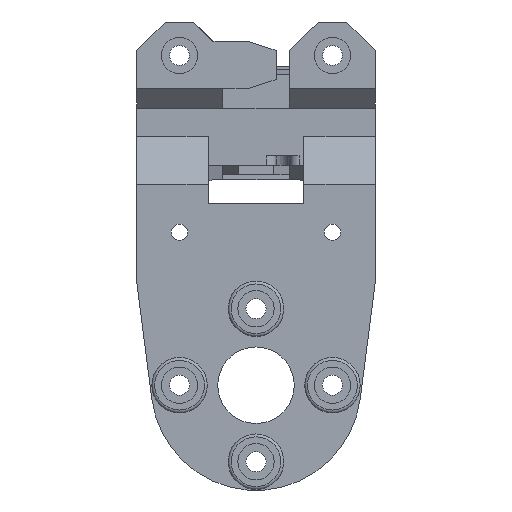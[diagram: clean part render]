
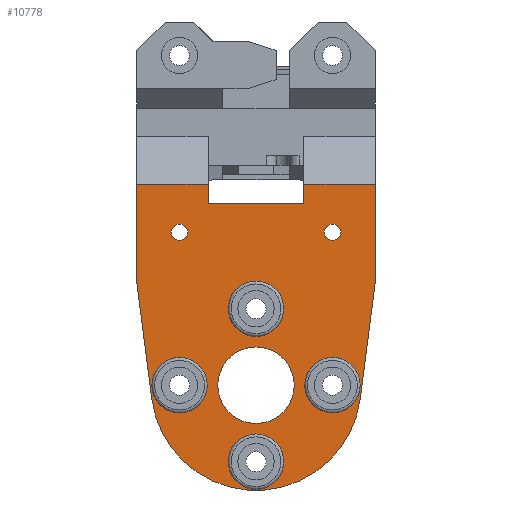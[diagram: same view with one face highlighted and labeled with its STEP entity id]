
A CAD part, left-side view. The second image highlights one B-rep face of the part: STEP entity #10778.
In plain terms, the highlighted planar face has unit normal (-1, 0, 0).
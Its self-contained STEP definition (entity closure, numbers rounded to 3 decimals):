
#33=FACE_BOUND('',#798,.T.);
#34=FACE_BOUND('',#799,.T.);
#35=FACE_BOUND('',#800,.T.);
#36=FACE_BOUND('',#801,.T.);
#37=FACE_BOUND('',#802,.T.);
#38=FACE_BOUND('',#803,.T.);
#39=FACE_BOUND('',#804,.T.);
#228=FACE_OUTER_BOUND('',#797,.T.);
#797=EDGE_LOOP('',(#7230,#7231,#7232,#7233,#7234,#7235,#7236,#7237,#7238,
#7239));
#798=EDGE_LOOP('',(#7240));
#799=EDGE_LOOP('',(#7241));
#800=EDGE_LOOP('',(#7242));
#801=EDGE_LOOP('',(#7243));
#802=EDGE_LOOP('',(#7244));
#803=EDGE_LOOP('',(#7245));
#804=EDGE_LOOP('',(#7246));
#1457=CIRCLE('',#11397,11.);
#1458=CIRCLE('',#11398,4.);
#1459=CIRCLE('',#11399,2.9);
#1460=CIRCLE('',#11400,2.9);
#1461=CIRCLE('',#11401,2.9);
#1462=CIRCLE('',#11402,2.9);
#1463=CIRCLE('',#11403,0.85);
#1464=CIRCLE('',#11404,0.85);
#1661=LINE('',#15173,#3063);
#1696=LINE('',#15263,#3098);
#1697=LINE('',#15265,#3099);
#1698=LINE('',#15267,#3100);
#1699=LINE('',#15270,#3101);
#1700=LINE('',#15272,#3102);
#1701=LINE('',#15274,#3103);
#1702=LINE('',#15276,#3104);
#1703=LINE('',#15277,#3105);
#3063=VECTOR('',#12213,10.);
#3098=VECTOR('',#12296,10.);
#3099=VECTOR('',#12297,10.);
#3100=VECTOR('',#12298,10.);
#3101=VECTOR('',#12301,10.);
#3102=VECTOR('',#12302,10.);
#3103=VECTOR('',#12303,10.);
#3104=VECTOR('',#12304,10.);
#3105=VECTOR('',#12305,10.);
#4475=VERTEX_POINT('',#15170);
#4476=VERTEX_POINT('',#15172);
#4506=VERTEX_POINT('',#15261);
#4507=VERTEX_POINT('',#15262);
#4508=VERTEX_POINT('',#15264);
#4509=VERTEX_POINT('',#15266);
#4510=VERTEX_POINT('',#15268);
#4511=VERTEX_POINT('',#15271);
#4512=VERTEX_POINT('',#15273);
#4513=VERTEX_POINT('',#15275);
#4514=VERTEX_POINT('',#15278);
#4515=VERTEX_POINT('',#15280);
#4516=VERTEX_POINT('',#15282);
#4517=VERTEX_POINT('',#15284);
#4518=VERTEX_POINT('',#15286);
#4519=VERTEX_POINT('',#15288);
#4520=VERTEX_POINT('',#15290);
#5545=EDGE_CURVE('',#4475,#4476,#1661,.T.);
#5590=EDGE_CURVE('',#4506,#4507,#1696,.T.);
#5591=EDGE_CURVE('',#4508,#4506,#1697,.T.);
#5592=EDGE_CURVE('',#4509,#4508,#1698,.T.);
#5593=EDGE_CURVE('',#4510,#4509,#1457,.T.);
#5594=EDGE_CURVE('',#4476,#4510,#1699,.T.);
#5595=EDGE_CURVE('',#4511,#4475,#1700,.T.);
#5596=EDGE_CURVE('',#4511,#4512,#1701,.T.);
#5597=EDGE_CURVE('',#4513,#4512,#1702,.T.);
#5598=EDGE_CURVE('',#4507,#4513,#1703,.T.);
#5599=EDGE_CURVE('',#4514,#4514,#1458,.T.);
#5600=EDGE_CURVE('',#4515,#4515,#1459,.T.);
#5601=EDGE_CURVE('',#4516,#4516,#1460,.T.);
#5602=EDGE_CURVE('',#4517,#4517,#1461,.T.);
#5603=EDGE_CURVE('',#4518,#4518,#1462,.T.);
#5604=EDGE_CURVE('',#4519,#4519,#1463,.T.);
#5605=EDGE_CURVE('',#4520,#4520,#1464,.T.);
#7230=ORIENTED_EDGE('',*,*,#5590,.F.);
#7231=ORIENTED_EDGE('',*,*,#5591,.F.);
#7232=ORIENTED_EDGE('',*,*,#5592,.F.);
#7233=ORIENTED_EDGE('',*,*,#5593,.F.);
#7234=ORIENTED_EDGE('',*,*,#5594,.F.);
#7235=ORIENTED_EDGE('',*,*,#5545,.F.);
#7236=ORIENTED_EDGE('',*,*,#5595,.F.);
#7237=ORIENTED_EDGE('',*,*,#5596,.T.);
#7238=ORIENTED_EDGE('',*,*,#5597,.F.);
#7239=ORIENTED_EDGE('',*,*,#5598,.F.);
#7240=ORIENTED_EDGE('',*,*,#5599,.T.);
#7241=ORIENTED_EDGE('',*,*,#5600,.F.);
#7242=ORIENTED_EDGE('',*,*,#5601,.F.);
#7243=ORIENTED_EDGE('',*,*,#5602,.F.);
#7244=ORIENTED_EDGE('',*,*,#5603,.F.);
#7245=ORIENTED_EDGE('',*,*,#5604,.T.);
#7246=ORIENTED_EDGE('',*,*,#5605,.T.);
#10293=PLANE('',#11396);
#10778=ADVANCED_FACE('',(#228,#33,#34,#35,#36,#37,#38,#39),#10293,.T.);
#11396=AXIS2_PLACEMENT_3D('',#15260,#12294,#12295);
#11397=AXIS2_PLACEMENT_3D('',#15269,#12299,#12300);
#11398=AXIS2_PLACEMENT_3D('',#15279,#12306,#12307);
#11399=AXIS2_PLACEMENT_3D('',#15281,#12308,#12309);
#11400=AXIS2_PLACEMENT_3D('',#15283,#12310,#12311);
#11401=AXIS2_PLACEMENT_3D('',#15285,#12312,#12313);
#11402=AXIS2_PLACEMENT_3D('',#15287,#12314,#12315);
#11403=AXIS2_PLACEMENT_3D('',#15289,#12316,#12317);
#11404=AXIS2_PLACEMENT_3D('',#15291,#12318,#12319);
#12213=DIRECTION('',(0.,0.,-1.));
#12294=DIRECTION('center_axis',(-1.,0.,0.));
#12295=DIRECTION('ref_axis',(0.,0.,1.));
#12296=DIRECTION('',(0.,-1.,0.));
#12297=DIRECTION('',(0.,0.,1.));
#12298=DIRECTION('',(0.,0.127,0.992));
#12299=DIRECTION('center_axis',(1.,0.,0.));
#12300=DIRECTION('ref_axis',(0.,0.992,-0.127));
#12301=DIRECTION('',(0.,0.127,-0.992));
#12302=DIRECTION('',(0.,-1.,0.));
#12303=DIRECTION('',(0.,0.,-1.));
#12304=DIRECTION('',(0.,-1.,0.));
#12305=DIRECTION('',(0.,0.,-1.));
#12306=DIRECTION('center_axis',(1.,0.,0.));
#12307=DIRECTION('ref_axis',(0.,0.581,0.814));
#12308=DIRECTION('center_axis',(-1.,0.,0.));
#12309=DIRECTION('ref_axis',(0.,-0.581,0.814));
#12310=DIRECTION('center_axis',(-1.,0.,0.));
#12311=DIRECTION('ref_axis',(0.,-0.581,0.814));
#12312=DIRECTION('center_axis',(-1.,0.,0.));
#12313=DIRECTION('ref_axis',(0.,-0.581,0.814));
#12314=DIRECTION('center_axis',(-1.,0.,0.));
#12315=DIRECTION('ref_axis',(0.,-0.581,0.814));
#12316=DIRECTION('center_axis',(1.,0.,0.));
#12317=DIRECTION('ref_axis',(0.,0.814,-0.581));
#12318=DIRECTION('center_axis',(1.,0.,0.));
#12319=DIRECTION('ref_axis',(0.,0.814,-0.581));
#15170=CARTESIAN_POINT('',(-59.413,-14.194,9.327));
#15172=CARTESIAN_POINT('',(-59.413,-14.194,-0.673));
#15173=CARTESIAN_POINT('',(-59.413,-14.194,9.327));
#15260=CARTESIAN_POINT('Origin',(-59.413,-1.694,9.328));
#15261=CARTESIAN_POINT('',(-59.413,10.806,9.327));
#15262=CARTESIAN_POINT('',(-59.413,3.306,9.327));
#15263=CARTESIAN_POINT('',(-59.413,10.806,9.327));
#15264=CARTESIAN_POINT('',(-59.413,10.806,-0.673));
#15265=CARTESIAN_POINT('',(-59.413,10.806,-0.673));
#15266=CARTESIAN_POINT('',(-59.413,9.217,-13.072));
#15267=CARTESIAN_POINT('',(-59.413,9.217,-13.072));
#15268=CARTESIAN_POINT('',(-59.413,-12.605,-13.072));
#15269=CARTESIAN_POINT('Origin',(-59.413,-1.694,-11.673));
#15270=CARTESIAN_POINT('',(-59.413,-14.194,-0.673));
#15271=CARTESIAN_POINT('',(-59.413,-6.694,9.327));
#15272=CARTESIAN_POINT('',(-59.413,-6.694,9.327));
#15273=CARTESIAN_POINT('',(-59.413,-6.694,7.327));
#15274=CARTESIAN_POINT('',(-59.413,-6.694,9.327));
#15275=CARTESIAN_POINT('',(-59.413,3.306,7.327));
#15276=CARTESIAN_POINT('',(-59.413,3.306,7.327));
#15277=CARTESIAN_POINT('',(-59.413,3.306,9.327));
#15278=CARTESIAN_POINT('',(-59.413,-1.694,-15.673));
#15279=CARTESIAN_POINT('Origin',(-59.413,-1.694,-11.673));
#15280=CARTESIAN_POINT('',(-59.413,-9.694,-14.573));
#15281=CARTESIAN_POINT('Origin',(-59.413,-9.694,-11.673));
#15282=CARTESIAN_POINT('',(-59.413,-1.694,-6.573));
#15283=CARTESIAN_POINT('Origin',(-59.413,-1.694,-3.673));
#15284=CARTESIAN_POINT('',(-59.413,6.306,-14.573));
#15285=CARTESIAN_POINT('Origin',(-59.413,6.306,-11.673));
#15286=CARTESIAN_POINT('',(-59.413,-1.694,-22.573));
#15287=CARTESIAN_POINT('Origin',(-59.413,-1.694,-19.673));
#15288=CARTESIAN_POINT('',(-59.413,-10.544,4.327));
#15289=CARTESIAN_POINT('Origin',(-59.413,-9.694,4.327));
#15290=CARTESIAN_POINT('',(-59.413,5.456,4.327));
#15291=CARTESIAN_POINT('Origin',(-59.413,6.306,4.327));
